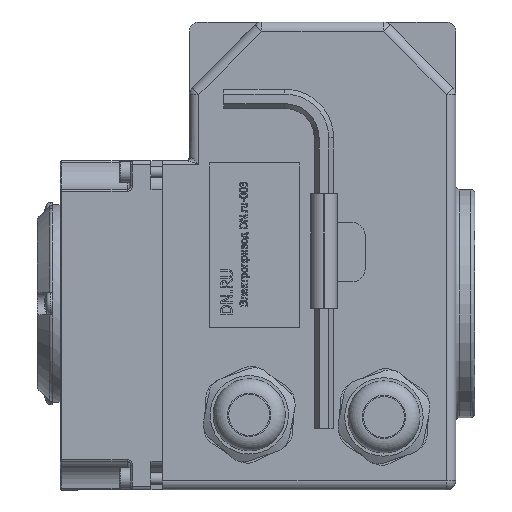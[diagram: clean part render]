
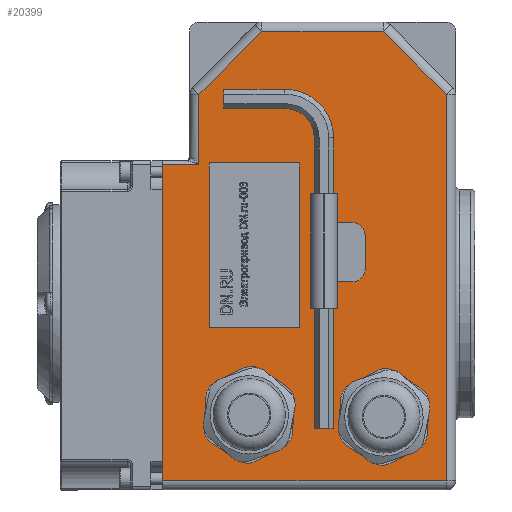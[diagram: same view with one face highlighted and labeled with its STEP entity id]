
A CAD part, left-side view. The second image highlights one B-rep face of the part: STEP entity #20399.
In plain terms, the highlighted planar face has unit normal (-1, 0, 0).
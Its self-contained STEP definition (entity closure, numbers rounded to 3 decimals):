
#1089=FACE_BOUND('',#3476,.T.);
#2309=FACE_OUTER_BOUND('',#3475,.T.);
#3475=EDGE_LOOP('',(#17163,#17164,#17165,#17166,#17167,#17168,#17169,#17170));
#3476=EDGE_LOOP('',(#17171,#17172,#17173,#17174));
#4333=LINE('',#31363,#5986);
#4336=LINE('',#31368,#5989);
#4338=LINE('',#31372,#5991);
#4340=LINE('',#31375,#5993);
#4543=LINE('',#33414,#6196);
#4555=LINE('',#33525,#6208);
#4558=LINE('',#33531,#6211);
#4781=LINE('',#34406,#6434);
#4782=LINE('',#34414,#6435);
#4783=LINE('',#34428,#6436);
#4785=LINE('',#34431,#6438);
#4791=LINE('',#34445,#6444);
#5986=VECTOR('',#23278,10.);
#5989=VECTOR('',#23283,10.);
#5991=VECTOR('',#23287,10.);
#5993=VECTOR('',#23291,10.);
#6196=VECTOR('',#24132,10.);
#6208=VECTOR('',#24180,10.);
#6211=VECTOR('',#24187,10.);
#6434=VECTOR('',#24886,10.);
#6435=VECTOR('',#24897,10.);
#6436=VECTOR('',#24916,10.);
#6438=VECTOR('',#24920,10.);
#6444=VECTOR('',#24938,10.);
#8214=VERTEX_POINT('',#31361);
#8215=VERTEX_POINT('',#31362);
#8216=VERTEX_POINT('',#31367);
#8217=VERTEX_POINT('',#31371);
#8558=VERTEX_POINT('',#33411);
#8559=VERTEX_POINT('',#33413);
#8577=VERTEX_POINT('',#33506);
#8578=VERTEX_POINT('',#33524);
#8857=VERTEX_POINT('',#34401);
#8859=VERTEX_POINT('',#34410);
#8860=VERTEX_POINT('',#34416);
#8863=VERTEX_POINT('',#34424);
#10411=EDGE_CURVE('',#8214,#8215,#4333,.T.);
#10414=EDGE_CURVE('',#8215,#8216,#4336,.T.);
#10416=EDGE_CURVE('',#8216,#8217,#4338,.T.);
#10418=EDGE_CURVE('',#8217,#8214,#4340,.T.);
#10911=EDGE_CURVE('',#8558,#8559,#4543,.T.);
#10937=EDGE_CURVE('',#8577,#8578,#4555,.T.);
#10941=EDGE_CURVE('',#8559,#8577,#4558,.T.);
#11324=EDGE_CURVE('',#8578,#8857,#4781,.T.);
#11328=EDGE_CURVE('',#8857,#8859,#4782,.T.);
#11335=EDGE_CURVE('',#8860,#8863,#4783,.T.);
#11337=EDGE_CURVE('',#8863,#8558,#4785,.T.);
#11345=EDGE_CURVE('',#8859,#8860,#4791,.T.);
#17163=ORIENTED_EDGE('',*,*,#10941,.F.);
#17164=ORIENTED_EDGE('',*,*,#10911,.F.);
#17165=ORIENTED_EDGE('',*,*,#11337,.F.);
#17166=ORIENTED_EDGE('',*,*,#11335,.F.);
#17167=ORIENTED_EDGE('',*,*,#11345,.F.);
#17168=ORIENTED_EDGE('',*,*,#11328,.F.);
#17169=ORIENTED_EDGE('',*,*,#11324,.F.);
#17170=ORIENTED_EDGE('',*,*,#10937,.F.);
#17171=ORIENTED_EDGE('',*,*,#10411,.T.);
#17172=ORIENTED_EDGE('',*,*,#10414,.T.);
#17173=ORIENTED_EDGE('',*,*,#10416,.T.);
#17174=ORIENTED_EDGE('',*,*,#10418,.T.);
#18358=PLANE('',#21854);
#20399=ADVANCED_FACE('',(#2309,#1089),#18358,.F.);
#21854=AXIS2_PLACEMENT_3D('',#36448,#25843,#25844);
#23278=DIRECTION('',(0.,1.,0.));
#23283=DIRECTION('',(0.,0.,1.));
#23287=DIRECTION('',(0.,-1.,0.));
#23291=DIRECTION('',(0.,0.,-1.));
#24132=DIRECTION('',(0.,0.,1.));
#24180=DIRECTION('',(0.,0.,1.));
#24187=DIRECTION('',(0.,-1.,0.));
#24886=DIRECTION('',(0.,-0.707,0.707));
#24897=DIRECTION('',(0.,-1.,0.));
#24916=DIRECTION('',(0.,0.,-1.));
#24920=DIRECTION('',(0.,1.,0.));
#24938=DIRECTION('',(0.,-0.707,-0.707));
#25843=DIRECTION('center_axis',(1.,0.,0.));
#25844=DIRECTION('ref_axis',(0.,0.,-1.));
#31361=CARTESIAN_POINT('',(0.,6.101,-18.847));
#31362=CARTESIAN_POINT('',(0.,29.85,-18.847));
#31363=CARTESIAN_POINT('',(0.,14.925,-18.847));
#31367=CARTESIAN_POINT('',(0.,29.85,24.445));
#31368=CARTESIAN_POINT('',(0.,29.85,12.223));
#31371=CARTESIAN_POINT('',(0.,6.101,24.445));
#31372=CARTESIAN_POINT('',(0.,3.05,24.445));
#31375=CARTESIAN_POINT('',(0.,6.101,-9.423));
#33411=CARTESIAN_POINT('',(0.,42.,-59.));
#33413=CARTESIAN_POINT('',(0.,42.,24.));
#33414=CARTESIAN_POINT('',(0.,42.,-61.5));
#33506=CARTESIAN_POINT('',(0.,32.5,24.));
#33524=CARTESIAN_POINT('',(0.,32.5,42.464));
#33525=CARTESIAN_POINT('',(0.,32.5,-30.75));
#33531=CARTESIAN_POINT('',(0.,17.5,24.));
#34401=CARTESIAN_POINT('',(0.,15.964,59.));
#34406=CARTESIAN_POINT('',(0.,35.357,39.607));
#34410=CARTESIAN_POINT('',(0.,-15.964,59.));
#34414=CARTESIAN_POINT('',(0.,8.5,59.));
#34416=CARTESIAN_POINT('',(0.,-32.5,42.464));
#34424=CARTESIAN_POINT('',(0.,-32.5,-59.));
#34428=CARTESIAN_POINT('',(0.,-32.5,21.75));
#34431=CARTESIAN_POINT('',(0.,-17.5,-59.));
#34445=CARTESIAN_POINT('',(0.,-26.357,48.607));
#36448=CARTESIAN_POINT('Origin',(0.,0.,0.));
